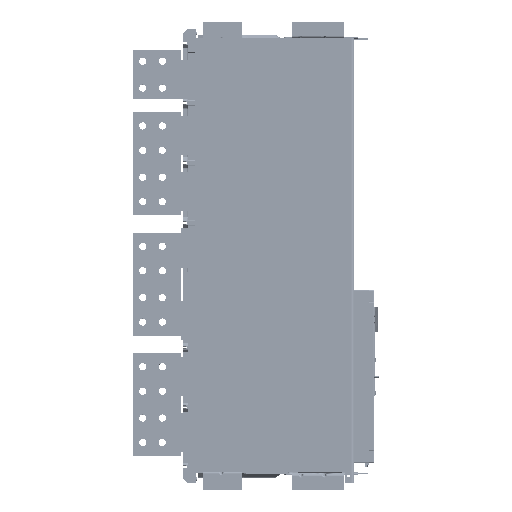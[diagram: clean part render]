
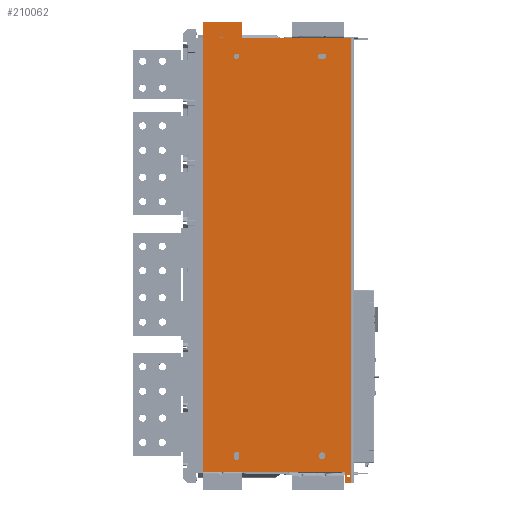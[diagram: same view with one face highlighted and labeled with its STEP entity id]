
A CAD part, top view. The second image highlights one B-rep face of the part: STEP entity #210062.
In plain terms, the highlighted planar face has unit normal (0, 0, 1).
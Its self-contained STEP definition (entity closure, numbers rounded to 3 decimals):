
#26371=DIRECTION('',(1.,0.,0.));
#26372=VECTOR('',#26371,289.);
#26373=CARTESIAN_POINT('',(18.48,26.,-0.67));
#26374=LINE('',#26373,#26372);
#63187=DIRECTION('',(0.,1.,0.));
#63188=VECTOR('',#63187,33.);
#63189=CARTESIAN_POINT('',(98.48,915.,-0.67));
#63190=LINE('',#63189,#63188);
#63199=DIRECTION('',(0.,1.,0.));
#63200=VECTOR('',#63199,922.);
#63201=CARTESIAN_POINT('',(18.48,26.,-0.67));
#63202=LINE('',#63201,#63200);
#63203=DIRECTION('',(1.,0.,0.));
#63204=VECTOR('',#63203,223.);
#63205=CARTESIAN_POINT('',(98.48,915.,-0.67));
#63206=LINE('',#63205,#63204);
#63207=CARTESIAN_POINT('',(315.48,18.5,-0.67));
#63208=DIRECTION('',(0.,0.,1.));
#63209=DIRECTION('',(0.,-1.,0.));
#63210=AXIS2_PLACEMENT_3D('',#63207,#63208,#63209);
#63212=CARTESIAN_POINT('',(315.48,18.5,-0.67));
#63213=DIRECTION('',(0.,0.,1.));
#63214=DIRECTION('',(0.,1.,0.));
#63215=AXIS2_PLACEMENT_3D('',#63212,#63213,#63214);
#63217=DIRECTION('',(1.,0.,0.));
#63218=VECTOR('',#63217,7.246);
#63219=CARTESIAN_POINT('',(51.855,915.,
-0.67));
#63220=LINE('',#63219,#63218);
#63221=CARTESIAN_POINT('',(261.48,60.,-0.67));
#63222=DIRECTION('',(0.,0.,1.));
#63223=DIRECTION('',(1.,0.,0.));
#63224=AXIS2_PLACEMENT_3D('',#63221,#63222,#63223);
#63226=CARTESIAN_POINT('',(261.48,60.,-0.67));
#63227=DIRECTION('',(0.,0.,1.));
#63228=DIRECTION('',(-1.,0.,0.));
#63229=AXIS2_PLACEMENT_3D('',#63226,#63227,#63228);
#63231=CARTESIAN_POINT('',(86.48,878.,-0.67));
#63232=DIRECTION('',(0.,0.,1.));
#63233=DIRECTION('',(1.,0.,0.));
#63234=AXIS2_PLACEMENT_3D('',#63231,#63232,#63233);
#63236=CARTESIAN_POINT('',(86.48,878.,-0.67));
#63237=DIRECTION('',(0.,0.,1.));
#63238=DIRECTION('',(-1.,0.,0.));
#63239=AXIS2_PLACEMENT_3D('',#63236,#63237,#63238);
#63241=CARTESIAN_POINT('',(86.48,63.,-0.67));
#63242=DIRECTION('',(0.,0.,1.));
#63243=DIRECTION('',(1.,0.,0.));
#63244=AXIS2_PLACEMENT_3D('',#63241,#63242,#63243);
#63246=DIRECTION('',(0.,-1.,0.));
#63247=VECTOR('',#63246,6.);
#63248=CARTESIAN_POINT('',(80.98,63.,-0.67));
#63249=LINE('',#63248,#63247);
#63250=CARTESIAN_POINT('',(86.48,57.,-0.67));
#63251=DIRECTION('',(0.,0.,1.));
#63252=DIRECTION('',(-1.,0.,0.));
#63253=AXIS2_PLACEMENT_3D('',#63250,#63251,#63252);
#63255=DIRECTION('',(0.,1.,0.));
#63256=VECTOR('',#63255,6.);
#63257=CARTESIAN_POINT('',(91.98,57.,-0.67));
#63258=LINE('',#63257,#63256);
#63259=DIRECTION('',(-1.,0.,0.));
#63260=VECTOR('',#63259,6.);
#63261=CARTESIAN_POINT('',(264.48,883.5,-0.67));
#63262=LINE('',#63261,#63260);
#63263=CARTESIAN_POINT('',(258.48,878.,-0.67));
#63264=DIRECTION('',(0.,0.,1.));
#63265=DIRECTION('',(0.,1.,0.));
#63266=AXIS2_PLACEMENT_3D('',#63263,#63264,#63265);
#63268=CARTESIAN_POINT('',(258.48,878.,-0.67));
#63269=DIRECTION('',(0.,0.,1.));
#63270=DIRECTION('',(-1.,0.,0.));
#63271=AXIS2_PLACEMENT_3D('',#63268,#63269,#63270);
#63273=DIRECTION('',(1.,0.,0.));
#63274=VECTOR('',#63273,6.);
#63275=CARTESIAN_POINT('',(258.48,872.5,-0.67));
#63276=LINE('',#63275,#63274);
#63277=CARTESIAN_POINT('',(264.48,878.,-0.67));
#63278=DIRECTION('',(0.,0.,1.));
#63279=DIRECTION('',(0.,-1.,0.));
#63280=AXIS2_PLACEMENT_3D('',#63277,#63278,#63279);
#63282=CARTESIAN_POINT('',(264.48,878.,-0.67));
#63283=DIRECTION('',(0.,0.,1.));
#63284=DIRECTION('',(1.,0.,0.));
#63285=AXIS2_PLACEMENT_3D('',#63282,#63283,#63284);
#63287=DIRECTION('',(0.,1.,0.));
#63288=VECTOR('',#63287,910.);
#63289=CARTESIAN_POINT('',(321.48,5.,-0.67));
#63290=LINE('',#63289,#63288);
#69542=DIRECTION('',(0.,-1.,0.));
#69543=VECTOR('',#69542,21.);
#69544=CARTESIAN_POINT('',(307.48,26.,-0.67));
#69545=LINE('',#69544,#69543);
#69550=DIRECTION('',(1.,0.,0.));
#69551=VECTOR('',#69550,14.);
#69552=CARTESIAN_POINT('',(307.48,5.,-0.67));
#69553=LINE('',#69552,#69551);
#94250=DIRECTION('',(-1.,0.,0.));
#94251=VECTOR('',#94250,80.);
#94252=CARTESIAN_POINT('',(98.48,948.,-0.67));
#94253=LINE('',#94252,#94251);
#94298=CARTESIAN_POINT('',(51.855,915.,
-0.67));
#94299=CARTESIAN_POINT('',(52.213,915.681,
-0.67));
#94300=CARTESIAN_POINT('',(52.961,916.79,
-0.67));
#94301=CARTESIAN_POINT('',(53.811,917.379,
-0.67));
#94302=CARTESIAN_POINT('',(55.49,917.84,
-0.67));
#94303=CARTESIAN_POINT('',(57.126,917.384,
-0.67));
#94304=CARTESIAN_POINT('',(58.027,916.77,
-0.67));
#94305=CARTESIAN_POINT('',(58.756,915.672,
-0.67));
#94306=CARTESIAN_POINT('',(59.101,915.,
-0.67));
#126282=CARTESIAN_POINT('',(321.48,915.,-0.67));
#126283=VERTEX_POINT('',#126282);
#126284=CARTESIAN_POINT('',(98.48,915.,-0.67));
#126285=VERTEX_POINT('',#126284);
#126998=CARTESIAN_POINT('',(18.48,26.,-0.67));
#126999=VERTEX_POINT('',#126998);
#127000=CARTESIAN_POINT('',(307.48,26.,-0.67));
#127001=VERTEX_POINT('',#127000);
#139397=CARTESIAN_POINT('',(18.48,948.,-0.67));
#139398=VERTEX_POINT('',#139397);
#139409=CARTESIAN_POINT('',(98.48,948.,-0.67));
#139410=VERTEX_POINT('',#139409);
#139411=CARTESIAN_POINT('',(321.48,5.,-0.67));
#139412=VERTEX_POINT('',#139411);
#139413=CARTESIAN_POINT('',(307.48,5.,-0.67));
#139414=VERTEX_POINT('',#139413);
#139415=CARTESIAN_POINT('',(315.48,15.75,-0.67));
#139416=CARTESIAN_POINT('',(315.48,21.25,-0.67));
#139417=VERTEX_POINT('',#139415);
#139418=VERTEX_POINT('',#139416);
#139419=VERTEX_POINT('',#94298);
#139420=VERTEX_POINT('',#94306);
#139421=CARTESIAN_POINT('',(268.48,60.,-0.67));
#139422=CARTESIAN_POINT('',(254.48,60.,-0.67));
#139423=VERTEX_POINT('',#139421);
#139424=VERTEX_POINT('',#139422);
#139425=CARTESIAN_POINT('',(91.98,878.,-0.67));
#139426=CARTESIAN_POINT('',(80.98,878.,-0.67));
#139427=VERTEX_POINT('',#139425);
#139428=VERTEX_POINT('',#139426);
#139429=CARTESIAN_POINT('',(91.98,63.,-0.67));
#139430=CARTESIAN_POINT('',(80.98,63.,-0.67));
#139431=VERTEX_POINT('',#139429);
#139432=VERTEX_POINT('',#139430);
#139433=CARTESIAN_POINT('',(80.98,57.,-0.67));
#139434=VERTEX_POINT('',#139433);
#139435=CARTESIAN_POINT('',(91.98,57.,-0.67));
#139436=VERTEX_POINT('',#139435);
#139437=CARTESIAN_POINT('',(264.48,883.5,-0.67));
#139438=CARTESIAN_POINT('',(258.48,883.5,-0.67));
#139439=VERTEX_POINT('',#139437);
#139440=VERTEX_POINT('',#139438);
#139441=CARTESIAN_POINT('',(252.98,878.,-0.67));
#139442=VERTEX_POINT('',#139441);
#139443=CARTESIAN_POINT('',(258.48,872.5,-0.67));
#139444=VERTEX_POINT('',#139443);
#139445=CARTESIAN_POINT('',(264.48,872.5,-0.67));
#139446=VERTEX_POINT('',#139445);
#139447=CARTESIAN_POINT('',(269.98,878.,-0.67));
#139448=VERTEX_POINT('',#139447);
#209995=CARTESIAN_POINT('',(58.48,931.5,-0.67));
#209996=DIRECTION('',(0.,0.,1.));
#209997=DIRECTION('',(1.,0.,0.));
#209998=AXIS2_PLACEMENT_3D('',#209995,#209996,#209997);
#209999=PLANE('',#209998);
#210001=ORIENTED_EDGE('',*,*,#210000,.F.);
#210003=ORIENTED_EDGE('',*,*,#210002,.F.);
#210005=ORIENTED_EDGE('',*,*,#210004,.F.);
#210006=ORIENTED_EDGE('',*,*,#159321,.F.);
#210007=ORIENTED_EDGE('',*,*,#209947,.T.);
#210009=ORIENTED_EDGE('',*,*,#210008,.F.);
#210010=ORIENTED_EDGE('',*,*,#209987,.F.);
#210011=ORIENTED_EDGE('',*,*,#157067,.T.);
#210012=EDGE_LOOP('',(#210001,#210003,#210005,#210006,#210007,#210009,#210010,
#210011));
#210013=FACE_OUTER_BOUND('',#210012,.F.);
#210015=ORIENTED_EDGE('',*,*,#210014,.T.);
#210017=ORIENTED_EDGE('',*,*,#210016,.T.);
#210018=EDGE_LOOP('',(#210015,#210017));
#210019=FACE_BOUND('',#210018,.F.);
#210021=ORIENTED_EDGE('',*,*,#210020,.F.);
#210023=ORIENTED_EDGE('',*,*,#210022,.T.);
#210024=EDGE_LOOP('',(#210021,#210023));
#210025=FACE_BOUND('',#210024,.F.);
#210027=ORIENTED_EDGE('',*,*,#210026,.T.);
#210029=ORIENTED_EDGE('',*,*,#210028,.T.);
#210030=EDGE_LOOP('',(#210027,#210029));
#210031=FACE_BOUND('',#210030,.F.);
#210033=ORIENTED_EDGE('',*,*,#210032,.T.);
#210035=ORIENTED_EDGE('',*,*,#210034,.T.);
#210036=EDGE_LOOP('',(#210033,#210035));
#210037=FACE_BOUND('',#210036,.F.);
#210039=ORIENTED_EDGE('',*,*,#210038,.T.);
#210041=ORIENTED_EDGE('',*,*,#210040,.T.);
#210043=ORIENTED_EDGE('',*,*,#210042,.T.);
#210045=ORIENTED_EDGE('',*,*,#210044,.T.);
#210046=EDGE_LOOP('',(#210039,#210041,#210043,#210045));
#210047=FACE_BOUND('',#210046,.F.);
#210049=ORIENTED_EDGE('',*,*,#210048,.T.);
#210051=ORIENTED_EDGE('',*,*,#210050,.T.);
#210053=ORIENTED_EDGE('',*,*,#210052,.T.);
#210055=ORIENTED_EDGE('',*,*,#210054,.T.);
#210057=ORIENTED_EDGE('',*,*,#210056,.T.);
#210059=ORIENTED_EDGE('',*,*,#210058,.T.);
#210060=EDGE_LOOP('',(#210049,#210051,#210053,#210055,#210057,#210059));
#210061=FACE_BOUND('',#210060,.F.);
#210062=ADVANCED_FACE('',(#210013,#210019,#210025,#210031,#210037,#210047,
#210061),#209999,.T.);
#63211=CIRCLE('',#63210,2.75);
#63216=CIRCLE('',#63215,2.75);
#63225=CIRCLE('',#63224,7.);
#63230=CIRCLE('',#63229,7.);
#63235=CIRCLE('',#63234,5.5);
#63240=CIRCLE('',#63239,5.5);
#63245=CIRCLE('',#63244,5.5);
#63254=CIRCLE('',#63253,5.5);
#63267=CIRCLE('',#63266,5.5);
#63272=CIRCLE('',#63271,5.5);
#63281=CIRCLE('',#63280,5.5);
#63286=CIRCLE('',#63285,5.5);
#94307=B_SPLINE_CURVE_WITH_KNOTS('',3,(#94298,#94299,#94300,#94301,#94302,
#94303,#94304,#94305,#94306),.UNSPECIFIED.,.F.,.F.,(4,1,1,1,1,1,4),(0.,
0.167,0.333,0.5,0.667,0.833,
1.),.UNSPECIFIED.);
#157067=EDGE_CURVE('',#126285,#126283,#63206,.T.);
#159321=EDGE_CURVE('',#126999,#127001,#26374,.T.);
#209947=EDGE_CURVE('',#126999,#139398,#63202,.T.);
#209987=EDGE_CURVE('',#126285,#139410,#63190,.T.);
#210000=EDGE_CURVE('',#139412,#126283,#63290,.T.);
#210002=EDGE_CURVE('',#139414,#139412,#69553,.T.);
#210004=EDGE_CURVE('',#127001,#139414,#69545,.T.);
#210008=EDGE_CURVE('',#139410,#139398,#94253,.T.);
#210014=EDGE_CURVE('',#139417,#139418,#63211,.T.);
#210016=EDGE_CURVE('',#139418,#139417,#63216,.T.);
#210020=EDGE_CURVE('',#139419,#139420,#94307,.T.);
#210022=EDGE_CURVE('',#139419,#139420,#63220,.T.);
#210026=EDGE_CURVE('',#139423,#139424,#63225,.T.);
#210028=EDGE_CURVE('',#139424,#139423,#63230,.T.);
#210032=EDGE_CURVE('',#139427,#139428,#63235,.T.);
#210034=EDGE_CURVE('',#139428,#139427,#63240,.T.);
#210038=EDGE_CURVE('',#139431,#139432,#63245,.T.);
#210040=EDGE_CURVE('',#139432,#139434,#63249,.T.);
#210042=EDGE_CURVE('',#139434,#139436,#63254,.T.);
#210044=EDGE_CURVE('',#139436,#139431,#63258,.T.);
#210048=EDGE_CURVE('',#139439,#139440,#63262,.T.);
#210050=EDGE_CURVE('',#139440,#139442,#63267,.T.);
#210052=EDGE_CURVE('',#139442,#139444,#63272,.T.);
#210054=EDGE_CURVE('',#139444,#139446,#63276,.T.);
#210056=EDGE_CURVE('',#139446,#139448,#63281,.T.);
#210058=EDGE_CURVE('',#139448,#139439,#63286,.T.);
